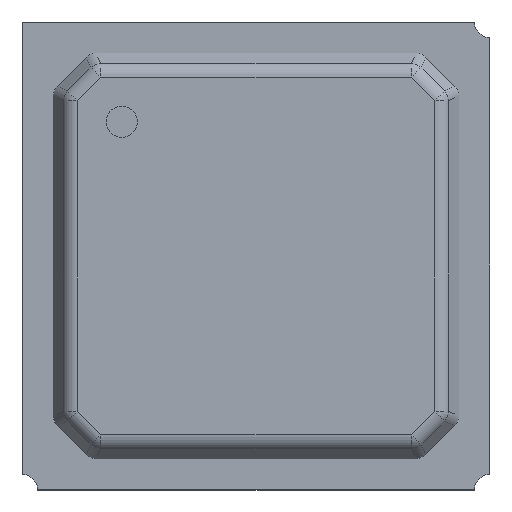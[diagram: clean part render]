
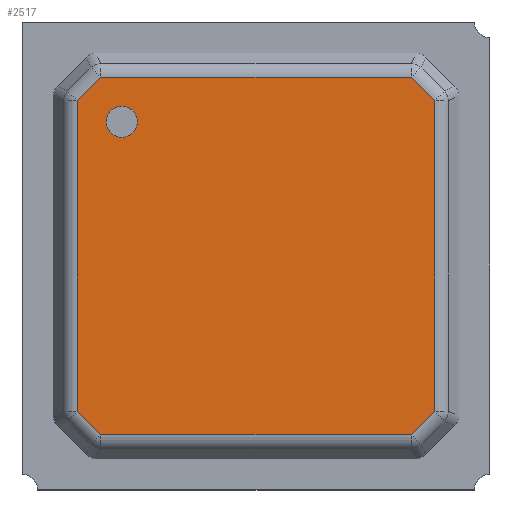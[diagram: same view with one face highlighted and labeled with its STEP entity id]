
A CAD part, top view. The second image highlights one B-rep face of the part: STEP entity #2517.
In plain terms, the highlighted face is planar.
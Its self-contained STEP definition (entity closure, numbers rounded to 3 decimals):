
#1837=DIRECTION('',(0.,0.,1.));
#1838=VECTOR('',#1837,9.964);
#1839=CARTESIAN_POINT('',(-5.732,0.83,-4.982));
#1840=LINE('',#1839,#1838);
#1844=DIRECTION('',(-0.707,0.,0.707));
#1845=VECTOR('',#1844,1.061);
#1846=CARTESIAN_POINT('',(-4.982,0.83,-5.732));
#1847=LINE('',#1846,#1845);
#1851=DIRECTION('',(-1.,0.,0.));
#1852=VECTOR('',#1851,9.964);
#1853=CARTESIAN_POINT('',(4.982,0.83,-5.732));
#1854=LINE('',#1853,#1852);
#1858=DIRECTION('',(-0.707,0.,-0.707));
#1859=VECTOR('',#1858,1.061);
#1860=CARTESIAN_POINT('',(5.732,0.83,-4.982));
#1861=LINE('',#1860,#1859);
#1865=DIRECTION('',(0.,0.,-1.));
#1866=VECTOR('',#1865,9.964);
#1867=CARTESIAN_POINT('',(5.732,0.83,4.982));
#1868=LINE('',#1867,#1866);
#1872=DIRECTION('',(0.707,0.,-0.707));
#1873=VECTOR('',#1872,1.061);
#1874=CARTESIAN_POINT('',(4.982,0.83,5.732));
#1875=LINE('',#1874,#1873);
#1879=DIRECTION('',(1.,0.,0.));
#1880=VECTOR('',#1879,9.964);
#1881=CARTESIAN_POINT('',(-4.982,0.83,5.732));
#1882=LINE('',#1881,#1880);
#1886=DIRECTION('',(0.707,0.,0.707));
#1887=VECTOR('',#1886,1.061);
#1888=CARTESIAN_POINT('',(-5.732,0.83,4.982));
#1889=LINE('',#1888,#1887);
#1893=CARTESIAN_POINT('',(-4.3,0.83,-4.3));
#1894=DIRECTION('',(0.,-1.,0.));
#1895=DIRECTION('',(1.,0.,0.));
#1896=AXIS2_PLACEMENT_3D('',#1893,#1894,#1895);
#1901=CARTESIAN_POINT('',(-4.3,0.83,-4.3));
#1902=DIRECTION('',(0.,-1.,0.));
#1903=DIRECTION('',(-1.,0.,0.));
#1904=AXIS2_PLACEMENT_3D('',#1901,#1902,#1903);
#1967=CARTESIAN_POINT('',(-5.732,0.83,-4.982));
#1968=CARTESIAN_POINT('',(-5.732,0.83,4.982));
#1969=VERTEX_POINT('',#1967);
#1970=VERTEX_POINT('',#1968);
#1977=CARTESIAN_POINT('',(-4.982,0.83,-5.732));
#1978=VERTEX_POINT('',#1977);
#1985=CARTESIAN_POINT('',(4.982,0.83,-5.732));
#1986=VERTEX_POINT('',#1985);
#1993=CARTESIAN_POINT('',(5.732,0.83,-4.982));
#1994=VERTEX_POINT('',#1993);
#2001=CARTESIAN_POINT('',(5.732,0.83,4.982));
#2002=VERTEX_POINT('',#2001);
#2009=CARTESIAN_POINT('',(4.982,0.83,5.732));
#2010=VERTEX_POINT('',#2009);
#2017=CARTESIAN_POINT('',(-4.982,0.83,5.732));
#2018=VERTEX_POINT('',#2017);
#2031=CARTESIAN_POINT('',(-3.8,0.83,-4.3));
#2032=CARTESIAN_POINT('',(-4.8,0.83,-4.3));
#2033=VERTEX_POINT('',#2031);
#2034=VERTEX_POINT('',#2032);
#2496=CARTESIAN_POINT('',(0.,0.83,0.));
#2497=DIRECTION('',(0.,1.,0.));
#2498=DIRECTION('',(1.,0.,0.));
#2499=AXIS2_PLACEMENT_3D('',#2496,#2497,#2498);
#2500=PLANE('',#2499);
#2501=ORIENTED_EDGE('',*,*,#2307,.F.);
#2502=ORIENTED_EDGE('',*,*,#2334,.F.);
#2503=ORIENTED_EDGE('',*,*,#2360,.F.);
#2504=ORIENTED_EDGE('',*,*,#2386,.F.);
#2505=ORIENTED_EDGE('',*,*,#2412,.F.);
#2506=ORIENTED_EDGE('',*,*,#2438,.F.);
#2507=ORIENTED_EDGE('',*,*,#2464,.F.);
#2508=ORIENTED_EDGE('',*,*,#2487,.F.);
#2509=EDGE_LOOP('',(#2501,#2502,#2503,#2504,#2505,#2506,#2507,#2508));
#2510=FACE_OUTER_BOUND('',#2509,.F.);
#2512=ORIENTED_EDGE('',*,*,#2511,.F.);
#2514=ORIENTED_EDGE('',*,*,#2513,.F.);
#2515=EDGE_LOOP('',(#2512,#2514));
#2516=FACE_BOUND('',#2515,.F.);
#1897=CIRCLE('',#1896,0.5);
#1905=CIRCLE('',#1904,0.5);
#2307=EDGE_CURVE('',#1969,#1970,#1840,.T.);
#2334=EDGE_CURVE('',#1978,#1969,#1847,.T.);
#2360=EDGE_CURVE('',#1986,#1978,#1854,.T.);
#2386=EDGE_CURVE('',#1994,#1986,#1861,.T.);
#2412=EDGE_CURVE('',#2002,#1994,#1868,.T.);
#2438=EDGE_CURVE('',#2010,#2002,#1875,.T.);
#2464=EDGE_CURVE('',#2018,#2010,#1882,.T.);
#2487=EDGE_CURVE('',#1970,#2018,#1889,.T.);
#2511=EDGE_CURVE('',#2033,#2034,#1897,.T.);
#2513=EDGE_CURVE('',#2034,#2033,#1905,.T.);
#2517=ADVANCED_FACE('',(#2510,#2516),#2500,.T.);
